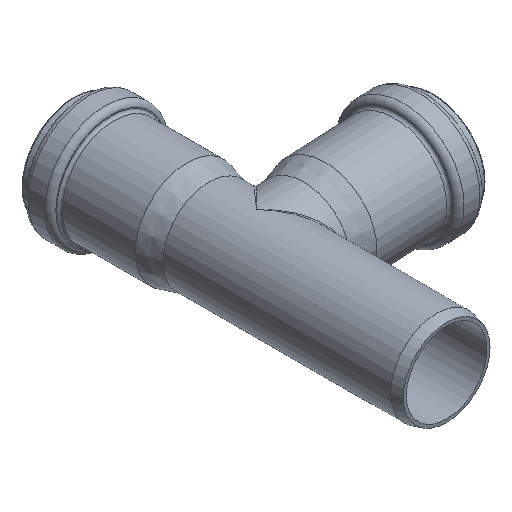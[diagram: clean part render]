
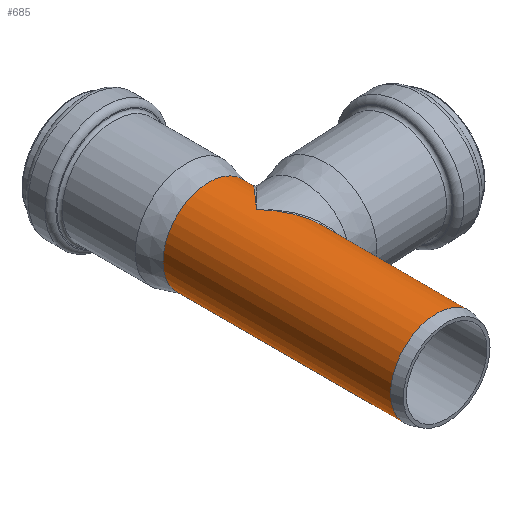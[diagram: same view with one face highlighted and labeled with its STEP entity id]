
A CAD part, isometric view. The second image highlights one B-rep face of the part: STEP entity #685.
In plain terms, the highlighted cylindrical face has radius 16.1 mm (diameter 32.2 mm), a full revolution.
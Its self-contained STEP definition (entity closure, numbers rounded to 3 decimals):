
#53=FACE_BOUND('',#244,.T.);
#109=CIRCLE('',#752,16.1);
#110=CIRCLE('',#753,16.1);
#165=ELLIPSE('',#746,22.96,16.1);
#167=ELLIPSE('',#748,24.048,16.1);
#168=ELLIPSE('',#749,24.048,16.1);
#181=FACE_OUTER_BOUND('',#243,.T.);
#243=EDGE_LOOP('',(#528));
#244=EDGE_LOOP('',(#529,#530,#531,#532,#533,#534));
#362=B_SPLINE_CURVE_WITH_KNOTS('',3,(#1351,#1352,#1353,#1354,#1355,#1356,
#1357,#1358,#1359,#1360),.UNSPECIFIED.,.F.,.F.,(4,2,2,2,4),(0.,0.015,
0.024,0.029,0.031),.UNSPECIFIED.);
#364=B_SPLINE_CURVE_WITH_KNOTS('',3,(#1369,#1370,#1371,#1372,#1373,#1374,
#1375,#1376,#1377,#1378,#1379,#1380),.UNSPECIFIED.,.F.,.F.,(4,2,2,2,2,4),
(0.652,0.652,0.664,0.679,
0.699,0.723),.UNSPECIFIED.);
#370=VERTEX_POINT('',#1183);
#371=VERTEX_POINT('',#1184);
#373=VERTEX_POINT('',#1219);
#374=VERTEX_POINT('',#1267);
#378=VERTEX_POINT('',#1350);
#379=VERTEX_POINT('',#1361);
#380=VERTEX_POINT('',#1392);
#438=EDGE_CURVE('',#371,#370,#165,.T.);
#440=EDGE_CURVE('',#370,#373,#167,.T.);
#442=EDGE_CURVE('',#374,#371,#168,.T.);
#447=EDGE_CURVE('',#378,#373,#362,.T.);
#449=EDGE_CURVE('',#374,#379,#364,.T.);
#451=EDGE_CURVE('',#380,#380,#109,.T.);
#452=EDGE_CURVE('',#379,#378,#110,.T.);
#528=ORIENTED_EDGE('',*,*,#451,.F.);
#529=ORIENTED_EDGE('',*,*,#447,.T.);
#530=ORIENTED_EDGE('',*,*,#440,.F.);
#531=ORIENTED_EDGE('',*,*,#438,.F.);
#532=ORIENTED_EDGE('',*,*,#442,.F.);
#533=ORIENTED_EDGE('',*,*,#449,.T.);
#534=ORIENTED_EDGE('',*,*,#452,.T.);
#661=CYLINDRICAL_SURFACE('',#751,16.1);
#685=ADVANCED_FACE('',(#181,#53),#661,.T.);
#746=AXIS2_PLACEMENT_3D('',#1186,#871,#872);
#748=AXIS2_PLACEMENT_3D('',#1220,#875,#876);
#749=AXIS2_PLACEMENT_3D('',#1268,#877,#878);
#751=AXIS2_PLACEMENT_3D('',#1391,#881,#882);
#752=AXIS2_PLACEMENT_3D('',#1393,#883,#884);
#753=AXIS2_PLACEMENT_3D('',#1394,#885,#886);
#871=DIRECTION('center_axis',(0.713,0.701,0.));
#872=DIRECTION('ref_axis',(0.701,-0.713,0.));
#875=DIRECTION('center_axis',(0.743,-0.67,0.));
#876=DIRECTION('ref_axis',(0.67,0.743,0.));
#877=DIRECTION('center_axis',(0.743,-0.67,0.));
#878=DIRECTION('ref_axis',(0.67,0.743,0.));
#881=DIRECTION('center_axis',(0.,-1.,0.));
#882=DIRECTION('ref_axis',(1.,0.,0.));
#883=DIRECTION('center_axis',(0.,-1.,0.));
#884=DIRECTION('ref_axis',(1.,0.,0.));
#885=DIRECTION('center_axis',(0.,-1.,0.));
#886=DIRECTION('ref_axis',(1.,0.,0.));
#1183=CARTESIAN_POINT('',(0.,-9.932,-16.1));
#1184=CARTESIAN_POINT('',(0.,-9.932,16.1));
#1186=CARTESIAN_POINT('Origin',(0.,-9.932,0.));
#1219=CARTESIAN_POINT('',(14.877,6.574,-6.156));
#1220=CARTESIAN_POINT('Origin',(0.,-9.932,0.));
#1267=CARTESIAN_POINT('',(14.877,6.574,6.156));
#1268=CARTESIAN_POINT('Origin',(0.,-9.932,0.));
#1350=CARTESIAN_POINT('',(14.769,6.681,-6.41));
#1351=CARTESIAN_POINT('Ctrl Pts',(14.769,6.681,-6.41));
#1352=CARTESIAN_POINT('Ctrl Pts',(14.789,6.681,-6.364));
#1353=CARTESIAN_POINT('Ctrl Pts',(14.811,6.677,-6.313));
#1354=CARTESIAN_POINT('Ctrl Pts',(14.84,6.655,-6.243));
#1355=CARTESIAN_POINT('Ctrl Pts',(14.851,6.644,-6.218));
#1356=CARTESIAN_POINT('Ctrl Pts',(14.866,6.616,-6.183));
#1357=CARTESIAN_POINT('Ctrl Pts',(14.871,6.602,-6.171));
#1358=CARTESIAN_POINT('Ctrl Pts',(14.875,6.582,-6.159));
#1359=CARTESIAN_POINT('Ctrl Pts',(14.876,6.578,-6.157));
#1360=CARTESIAN_POINT('Ctrl Pts',(14.877,6.574,-6.156));
#1361=CARTESIAN_POINT('',(14.769,6.681,6.41));
#1369=CARTESIAN_POINT('Ctrl Pts',(14.877,6.574,6.156));
#1370=CARTESIAN_POINT('Ctrl Pts',(14.877,6.575,6.156));
#1371=CARTESIAN_POINT('Ctrl Pts',(14.877,6.575,6.156));
#1372=CARTESIAN_POINT('Ctrl Pts',(14.874,6.592,6.163));
#1373=CARTESIAN_POINT('Ctrl Pts',(14.87,6.605,6.173));
#1374=CARTESIAN_POINT('Ctrl Pts',(14.858,6.631,6.2));
#1375=CARTESIAN_POINT('Ctrl Pts',(14.851,6.642,6.217));
#1376=CARTESIAN_POINT('Ctrl Pts',(14.833,6.662,6.259));
#1377=CARTESIAN_POINT('Ctrl Pts',(14.822,6.669,6.286));
#1378=CARTESIAN_POINT('Ctrl Pts',(14.798,6.679,6.344));
#1379=CARTESIAN_POINT('Ctrl Pts',(14.783,6.681,6.378));
#1380=CARTESIAN_POINT('Ctrl Pts',(14.769,6.681,6.41));
#1391=CARTESIAN_POINT('Origin',(0.,6.426,0.));
#1392=CARTESIAN_POINT('',(16.1,-72.932,0.));
#1393=CARTESIAN_POINT('Origin',(0.,-72.932,0.));
#1394=CARTESIAN_POINT('Origin',(0.,6.681,0.));
